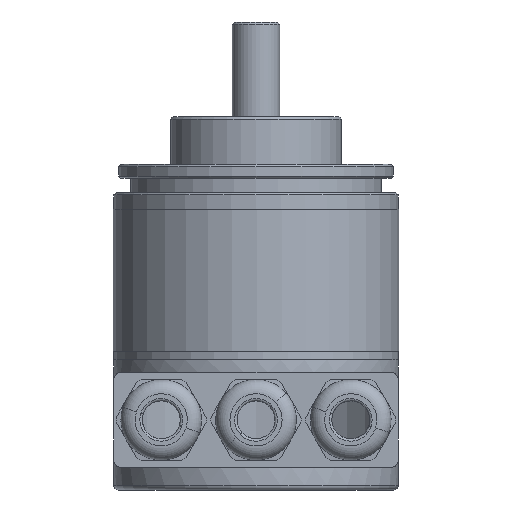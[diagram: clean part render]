
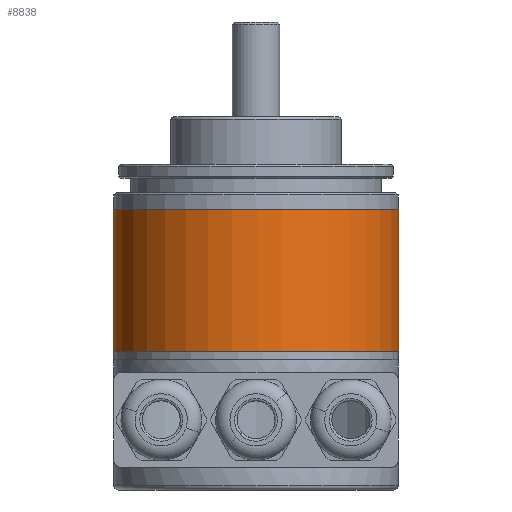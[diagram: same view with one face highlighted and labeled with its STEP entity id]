
A CAD part, front view. The second image highlights one B-rep face of the part: STEP entity #8838.
In plain terms, the highlighted cylindrical face has radius 30.15 mm (diameter 60.3 mm), a partial arc.
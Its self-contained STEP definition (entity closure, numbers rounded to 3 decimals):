
#187 = VERTEX_POINT ( 'NONE', #752 ) ;
#297 = EDGE_CURVE ( 'NONE', #6271, #12026, #2954, .T. ) ;
#325 = AXIS2_PLACEMENT_3D ( 'NONE', #6018, #8794, #5900 ) ;
#449 = EDGE_CURVE ( 'NONE', #12026, #187, #3713, .T. ) ;
#664 = FACE_OUTER_BOUND ( 'NONE', #3820, .T. ) ;
#752 = CARTESIAN_POINT ( 'NONE',  ( 30.149, 0.271, 29.25 ) ) ;
#1292 = ORIENTED_EDGE ( 'NONE', *, *, #449, .F. ) ;
#1888 = VERTEX_POINT ( 'NONE', #9913 ) ;
#2510 = CYLINDRICAL_SURFACE ( 'NONE', #7152, 30.15 ) ;
#2954 = CIRCLE ( 'NONE', #6306, 30.15 ) ;
#3547 = VECTOR ( 'NONE', #9225, 1000. ) ;
#3713 = LINE ( 'NONE', #5468, #3547 ) ;
#3778 = DIRECTION ( 'NONE',  ( 1., 0.009, 0. ) ) ;
#3820 = EDGE_LOOP ( 'NONE', ( #1292, #5677, #7295, #10403 ) ) ;
#4262 = CIRCLE ( 'NONE', #325, 30.15 ) ;
#4884 = LINE ( 'NONE', #8642, #7978 ) ;
#5319 = CARTESIAN_POINT ( 'NONE',  ( 0., 0., 59.25 ) ) ;
#5468 = CARTESIAN_POINT ( 'NONE',  ( 30.149, 0.271, 59.25 ) ) ;
#5517 = CARTESIAN_POINT ( 'NONE',  ( 0., 0., 59.25 ) ) ;
#5677 = ORIENTED_EDGE ( 'NONE', *, *, #297, .F. ) ;
#5900 = DIRECTION ( 'NONE',  ( 1., 0.009, 0. ) ) ;
#6018 = CARTESIAN_POINT ( 'NONE',  ( 0., 0., 29.25 ) ) ;
#6271 = VERTEX_POINT ( 'NONE', #6374 ) ;
#6286 = DIRECTION ( 'NONE',  ( -1., -0.009, 0. ) ) ;
#6306 = AXIS2_PLACEMENT_3D ( 'NONE', #5517, #6554, #3778 ) ;
#6374 = CARTESIAN_POINT ( 'NONE',  ( -30.149, -0.271, 59.25 ) ) ;
#6554 = DIRECTION ( 'NONE',  ( 0., 0., 1. ) ) ;
#7082 = DIRECTION ( 'NONE',  ( 0., 0., -1. ) ) ;
#7152 = AXIS2_PLACEMENT_3D ( 'NONE', #5319, #7082, #6286 ) ;
#7295 = ORIENTED_EDGE ( 'NONE', *, *, #9890, .T. ) ;
#7978 = VECTOR ( 'NONE', #11413, 1000. ) ;
#8642 = CARTESIAN_POINT ( 'NONE',  ( -30.149, -0.271, 59.25 ) ) ;
#8794 = DIRECTION ( 'NONE',  ( 0., 0., 1. ) ) ;
#8838 = ADVANCED_FACE ( 'NONE', ( #664 ), #2510, .T. ) ;
#9225 = DIRECTION ( 'NONE',  ( 0., 0., -1. ) ) ;
#9774 = CARTESIAN_POINT ( 'NONE',  ( 30.149, 0.271, 59.25 ) ) ;
#9890 = EDGE_CURVE ( 'NONE', #6271, #1888, #4884, .T. ) ;
#9913 = CARTESIAN_POINT ( 'NONE',  ( -30.149, -0.271, 29.25 ) ) ;
#10403 = ORIENTED_EDGE ( 'NONE', *, *, #10497, .T. ) ;
#10497 = EDGE_CURVE ( 'NONE', #1888, #187, #4262, .T. ) ;
#11413 = DIRECTION ( 'NONE',  ( 0., 0., -1. ) ) ;
#12026 = VERTEX_POINT ( 'NONE', #9774 ) ;
